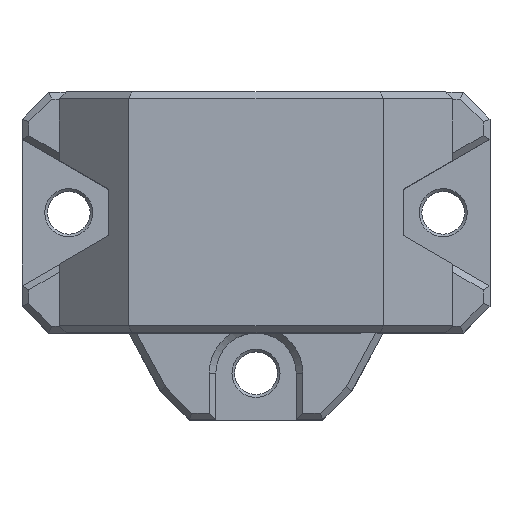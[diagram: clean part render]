
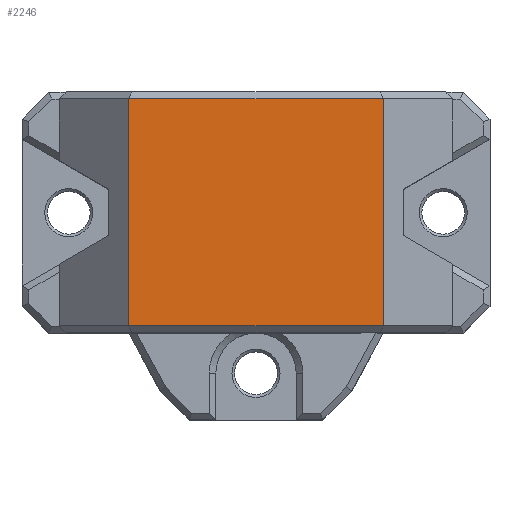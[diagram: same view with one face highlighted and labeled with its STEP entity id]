
A CAD part, top view. The second image highlights one B-rep face of the part: STEP entity #2246.
In plain terms, the highlighted planar face has unit normal (0, 0, 1).
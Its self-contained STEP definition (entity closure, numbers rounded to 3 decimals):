
#43=PLANE('',#2410);
#175=FACE_OUTER_BOUND('',#300,.T.);
#300=EDGE_LOOP('',(#1709,#1710,#1711,#1712));
#426=LINE('',#3214,#718);
#436=LINE('',#3235,#728);
#511=LINE('',#3391,#803);
#512=LINE('',#3392,#804);
#718=VECTOR('',#2604,1000.);
#728=VECTOR('',#2616,1000.);
#803=VECTOR('',#2721,1000.);
#804=VECTOR('',#2722,1000.);
#1057=VERTEX_POINT('',#3212);
#1058=VERTEX_POINT('',#3213);
#1067=VERTEX_POINT('',#3232);
#1068=VERTEX_POINT('',#3234);
#1270=EDGE_CURVE('',#1057,#1058,#426,.T.);
#1280=EDGE_CURVE('',#1067,#1068,#436,.T.);
#1356=EDGE_CURVE('',#1067,#1057,#511,.T.);
#1357=EDGE_CURVE('',#1058,#1068,#512,.T.);
#1709=ORIENTED_EDGE('',*,*,#1280,.F.);
#1710=ORIENTED_EDGE('',*,*,#1356,.T.);
#1711=ORIENTED_EDGE('',*,*,#1270,.T.);
#1712=ORIENTED_EDGE('',*,*,#1357,.T.);
#2246=ADVANCED_FACE('',(#175),#43,.T.);
#2410=AXIS2_PLACEMENT_3D('',#3390,#2719,#2720);
#2604=DIRECTION('',(0.,1.,0.));
#2616=DIRECTION('',(0.,1.,0.));
#2719=DIRECTION('center_axis',(0.,0.,1.));
#2720=DIRECTION('ref_axis',(1.,0.,0.));
#2721=DIRECTION('',(1.,0.,0.));
#2722=DIRECTION('',(-1.,0.,0.));
#3212=CARTESIAN_POINT('',(9.5,-17.5,28.));
#3213=CARTESIAN_POINT('',(9.5,-0.5,28.));
#3214=CARTESIAN_POINT('',(9.5,-28.,28.));
#3232=CARTESIAN_POINT('',(-9.5,-17.5,28.));
#3234=CARTESIAN_POINT('',(-9.5,-0.5,28.));
#3235=CARTESIAN_POINT('',(-9.5,-28.,28.));
#3390=CARTESIAN_POINT('Origin',(0.,0.,28.));
#3391=CARTESIAN_POINT('',(9.5,-17.5,28.));
#3392=CARTESIAN_POINT('',(-9.5,-0.5,28.));
